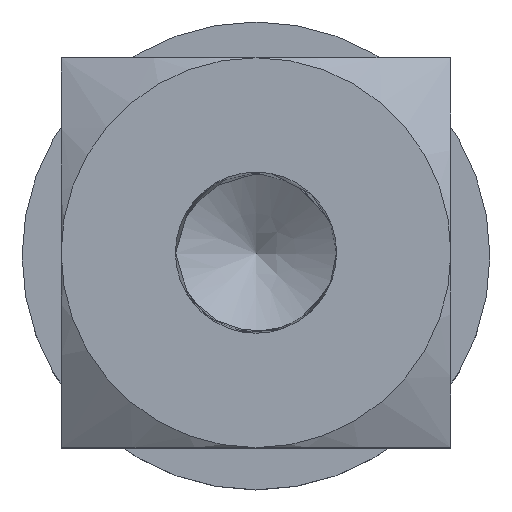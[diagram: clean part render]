
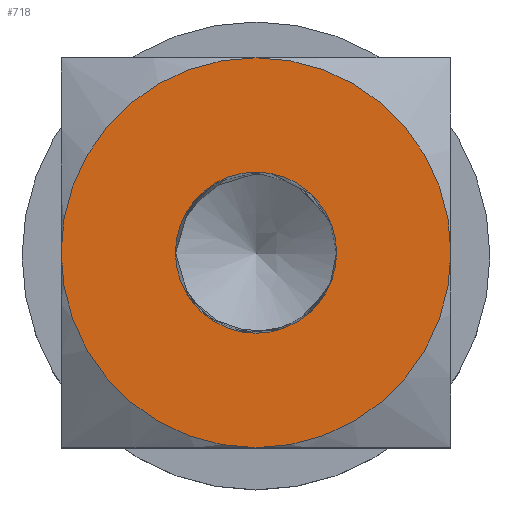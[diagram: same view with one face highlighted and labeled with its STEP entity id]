
A CAD part, top view. The second image highlights one B-rep face of the part: STEP entity #718.
In plain terms, the highlighted planar face has unit normal (0, 0, 1).
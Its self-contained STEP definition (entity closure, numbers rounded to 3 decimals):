
#205=CARTESIAN_POINT('',(2.067,0.0,13.0));
#206=VERTEX_POINT('',#205);
#207=CARTESIAN_POINT('',(0.0,0.0,13.0));
#208=DIRECTION('',(0.0,0.0,-1.0));
#209=DIRECTION('',(1.0,0.0,0.0));
#210=AXIS2_PLACEMENT_3D('',#207,#208,#209);
#211=CIRCLE('',#210,2.067);
#212=EDGE_CURVE('',#206,#206,#211,.T.);
#428=CARTESIAN_POINT('',(0.0,5.,13.0));
#429=VERTEX_POINT('',#428);
#443=CARTESIAN_POINT('',(-5.,0.,13.0));
#444=VERTEX_POINT('',#443);
#458=CARTESIAN_POINT('',(0.0,0.0,13.0));
#459=DIRECTION('',(0.0,0.0,1.0));
#460=DIRECTION('',(0.0,1.0,0.0));
#461=AXIS2_PLACEMENT_3D('',#458,#459,#460);
#462=CIRCLE('',#461,5.);
#463=EDGE_CURVE('',#429,#444,#462,.T.);
#475=CARTESIAN_POINT('',(5.0,0.0,13.0));
#476=VERTEX_POINT('',#475);
#503=CARTESIAN_POINT('',(0.0,0.0,13.0));
#504=DIRECTION('',(0.0,0.0,1.0));
#505=DIRECTION('',(0.0,1.0,0.0));
#506=AXIS2_PLACEMENT_3D('',#503,#504,#505);
#507=CIRCLE('',#506,5.);
#508=EDGE_CURVE('',#476,#429,#507,.T.);
#533=CARTESIAN_POINT('',(0.,-5.0,13.0));
#534=VERTEX_POINT('',#533);
#535=CARTESIAN_POINT('',(0.0,0.0,13.0));
#536=DIRECTION('',(0.0,0.0,1.0));
#537=DIRECTION('',(0.0,1.0,0.0));
#538=AXIS2_PLACEMENT_3D('',#535,#536,#537);
#539=CIRCLE('',#538,5.);
#540=EDGE_CURVE('',#534,#476,#539,.T.);
#578=CARTESIAN_POINT('',(0.0,0.0,13.0));
#579=DIRECTION('',(0.0,0.0,1.0));
#580=DIRECTION('',(0.0,1.0,0.0));
#581=AXIS2_PLACEMENT_3D('',#578,#579,#580);
#582=CIRCLE('',#581,5.);
#583=EDGE_CURVE('',#444,#534,#582,.T.);
#704=CARTESIAN_POINT('',(0.0,0.,13.0));
#705=DIRECTION('',(0.0,0.0,1.0));
#706=DIRECTION('',(1.0,0.0,0.0));
#707=AXIS2_PLACEMENT_3D('',#704,#705,#706);
#708=PLANE('',#707);
#709=ORIENTED_EDGE('',*,*,#583,.T.);
#710=ORIENTED_EDGE('',*,*,#540,.T.);
#711=ORIENTED_EDGE('',*,*,#508,.T.);
#712=ORIENTED_EDGE('',*,*,#463,.T.);
#713=EDGE_LOOP('',(#709,#710,#711,#712));
#714=FACE_OUTER_BOUND('',#713,.T.);
#715=ORIENTED_EDGE('',*,*,#212,.T.);
#716=EDGE_LOOP('',(#715));
#717=FACE_BOUND('',#716,.T.);
#718=ADVANCED_FACE('',(#714,#717),#708,.T.);
